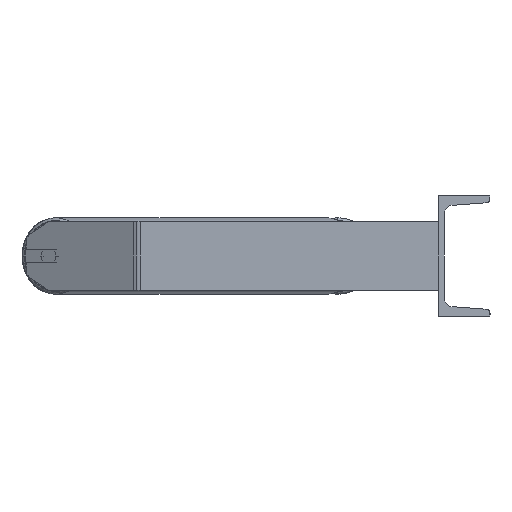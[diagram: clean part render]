
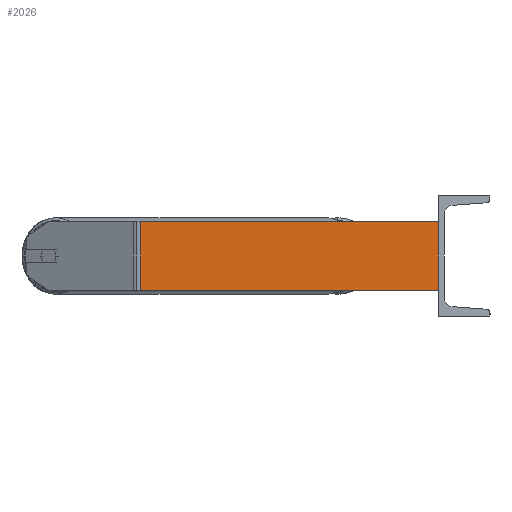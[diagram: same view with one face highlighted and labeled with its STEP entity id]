
A CAD part, left-side view. The second image highlights one B-rep face of the part: STEP entity #2026.
In plain terms, the highlighted planar face has unit normal (-1, 0, 0).
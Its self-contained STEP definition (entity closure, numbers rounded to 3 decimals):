
#195 = EDGE_LOOP ( 'NONE', ( #7661, #8696, #8474, #2970 ) ) ;
#441 = AXIS2_PLACEMENT_3D ( 'NONE', #8808, #3866, #6811 ) ;
#530 = PLANE ( 'NONE',  #441 ) ;
#612 = DIRECTION ( 'NONE',  ( 0., -1., 0. ) ) ;
#1285 = LINE ( 'NONE', #7574, #2606 ) ;
#1645 = DIRECTION ( 'NONE',  ( 0., 0., -1. ) ) ;
#1757 = FACE_OUTER_BOUND ( 'NONE', #195, .T. ) ;
#2026 = ADVANCED_FACE ( 'NONE', ( #1757 ), #530, .F. ) ;
#2228 = CARTESIAN_POINT ( 'NONE',  ( -985., 0., -40. ) ) ;
#2405 = EDGE_CURVE ( 'NONE', #4477, #3355, #8793, .T. ) ;
#2407 = CARTESIAN_POINT ( 'NONE',  ( -985., 346.808, 40. ) ) ;
#2430 = DIRECTION ( 'NONE',  ( 0., 0., -1. ) ) ;
#2569 = DIRECTION ( 'NONE',  ( 0., -1., 0. ) ) ;
#2606 = VECTOR ( 'NONE', #612, 1000. ) ;
#2970 = ORIENTED_EDGE ( 'NONE', *, *, #4771, .T. ) ;
#3088 = VECTOR ( 'NONE', #2569, 1000. ) ;
#3355 = VERTEX_POINT ( 'NONE', #5616 ) ;
#3866 = DIRECTION ( 'NONE',  ( 1., 0., 0. ) ) ;
#4477 = VERTEX_POINT ( 'NONE', #2407 ) ;
#4771 = EDGE_CURVE ( 'NONE', #4477, #7383, #5891, .T. ) ;
#5135 = CARTESIAN_POINT ( 'NONE',  ( -985., 0., 40. ) ) ;
#5250 = VECTOR ( 'NONE', #1645, 1000. ) ;
#5409 = CARTESIAN_POINT ( 'NONE',  ( -985., 351.095, 40. ) ) ;
#5616 = CARTESIAN_POINT ( 'NONE',  ( -985., 0., 40. ) ) ;
#5653 = EDGE_CURVE ( 'NONE', #7383, #5808, #1285, .T. ) ;
#5808 = VERTEX_POINT ( 'NONE', #2228 ) ;
#5891 = LINE ( 'NONE', #8660, #8393 ) ;
#6476 = CARTESIAN_POINT ( 'NONE',  ( -985., 346.808, -40. ) ) ;
#6811 = DIRECTION ( 'NONE',  ( 0., 1., 0. ) ) ;
#7383 = VERTEX_POINT ( 'NONE', #6476 ) ;
#7574 = CARTESIAN_POINT ( 'NONE',  ( -985., 351.095, -40. ) ) ;
#7661 = ORIENTED_EDGE ( 'NONE', *, *, #5653, .T. ) ;
#8096 = LINE ( 'NONE', #5135, #5250 ) ;
#8393 = VECTOR ( 'NONE', #2430, 1000. ) ;
#8474 = ORIENTED_EDGE ( 'NONE', *, *, #2405, .F. ) ;
#8660 = CARTESIAN_POINT ( 'NONE',  ( -985., 346.808, 40. ) ) ;
#8678 = EDGE_CURVE ( 'NONE', #3355, #5808, #8096, .T. ) ;
#8696 = ORIENTED_EDGE ( 'NONE', *, *, #8678, .F. ) ;
#8793 = LINE ( 'NONE', #5409, #3088 ) ;
#8808 = CARTESIAN_POINT ( 'NONE',  ( -985., 351.095, 40. ) ) ;
